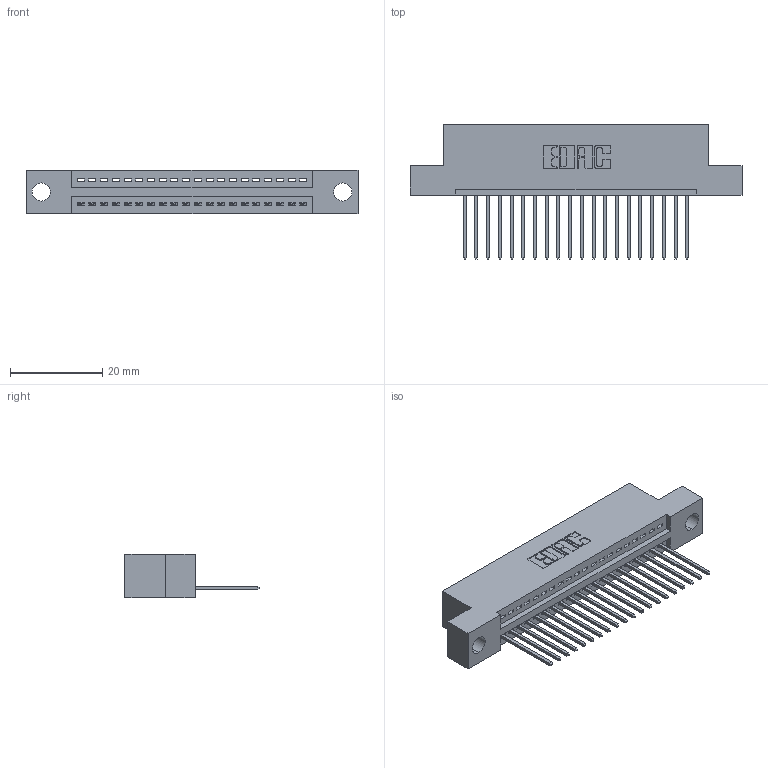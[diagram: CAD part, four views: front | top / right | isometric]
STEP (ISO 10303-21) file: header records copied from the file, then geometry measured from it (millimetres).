
FILE_DESCRIPTION (( 'STEP AP203' ), '1' );
FILE_NAME ('395-020-540-104.STEP', '2021-05-31T14:28:51', ( '' ), ( '' ), 'SwSTEP 2.0', 'SolidWorks 2020', '' );
FILE_SCHEMA (( 'CONFIG_CONTROL_DESIGN' ));
Length unit declared in the file: inch
Products named in the file (3): 395-020-540-104; 345 Part_Flush Mounting Lugs - 0.156 Dia-TI; 345-292-001_345-293-140
Assembly tree (21 placements, depth 2):
  395-020-540-104
    345 Part_Flush Mounting Lugs - 0.156 Dia-TI
    345-292-001_345-293-140  x20
Bounding box: 72.01 x 29.13 x 9.4 mm (x, y, z)
Volume: 6580.4 mm3; surface area: 8483.1 mm2
Topology: 21 solids, 21 shells, 1300 faces, 3897 edges, 2570 vertices
Faces by surface type: plane 894, cylinder 406
Entity records: 18451 total; most frequent: CARTESIAN_POINT 3206, ORIENTED_EDGE 3158, DIRECTION 2831, EDGE_CURVE 1579, LINE 1367, VECTOR 1367, VERTEX_POINT 1050, AXIS2_PLACEMENT_3D 732
